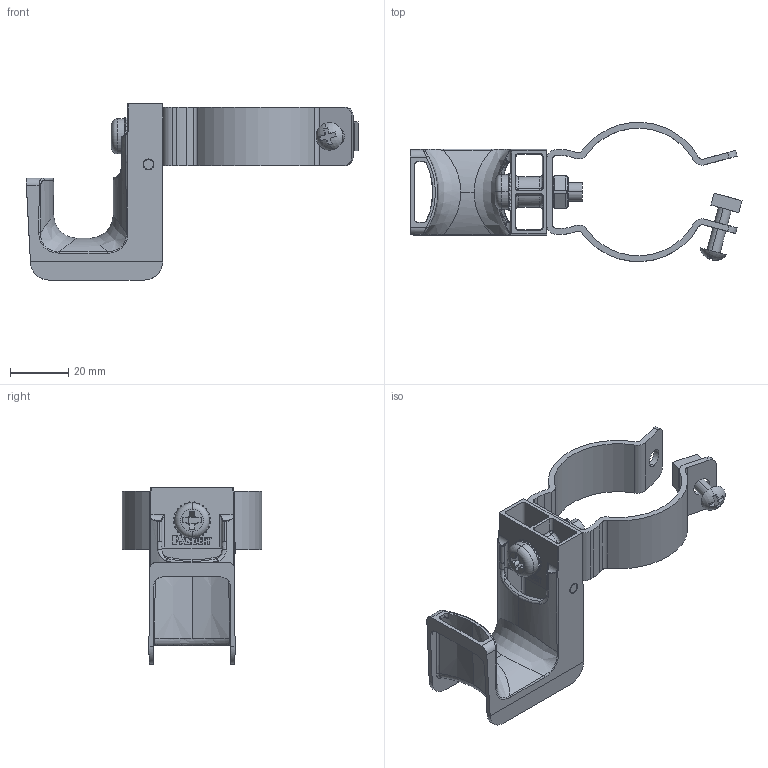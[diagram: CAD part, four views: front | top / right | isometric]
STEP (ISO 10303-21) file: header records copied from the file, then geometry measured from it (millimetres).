
FILE_DESCRIPTION (( 'STEP AP203' ), '1' );
FILE_NAME ('JP75UF100.STEP', '2016-02-09T20:59:38', ( 'IT' ), ( 'Panduit Corp.' ), 'SwSTEP 2.0', 'SolidWorks 2014', '' );
FILE_SCHEMA (( 'CONFIG_CONTROL_DESIGN' ));
Length unit declared in the file: inch
Products named in the file (11): JP75UF100.sldasm-Part-10; JP75UF100.sldasm-Part-2; JP75UF100; JP75UF100.sldasm-Part-3; JP75UF100.sldasm-Part-4; JP75UF100.sldasm-Part-5; JP75UF100.sldasm-Part-6; JP75UF100.sldasm-Part-7; JP75UF100.sldasm-Part-8; JP75UF100.sldasm-Part-9; JP75UF100.sldasm-Part-1
Assembly tree (10 placements, depth 2):
  JP75UF100
    JP75UF100.sldasm-Part-1
    JP75UF100.sldasm-Part-2
    JP75UF100.sldasm-Part-3
    JP75UF100.sldasm-Part-4
    JP75UF100.sldasm-Part-5
    JP75UF100.sldasm-Part-6
    JP75UF100.sldasm-Part-7
    JP75UF100.sldasm-Part-8
    JP75UF100.sldasm-Part-9
    JP75UF100.sldasm-Part-10
Bounding box: 113.73 x 47.67 x 60.33 mm (x, y, z)
Volume: 19395.6 mm3; surface area: 24263 mm2
Topology: 9 solids, 10 shells, 682 faces, 1803 edges, 1142 vertices
Faces by surface type: plane 281, cylinder 238, bspline 102, sphere 44, torus 10, cone 7
Entity records: 25044 total; most frequent: CARTESIAN_POINT 7809, ORIENTED_EDGE 3598, DIRECTION 3159, EDGE_CURVE 1801, VERTEX_POINT 1142, AXIS2_PLACEMENT_3D 1111, LINE 937, VECTOR 937
